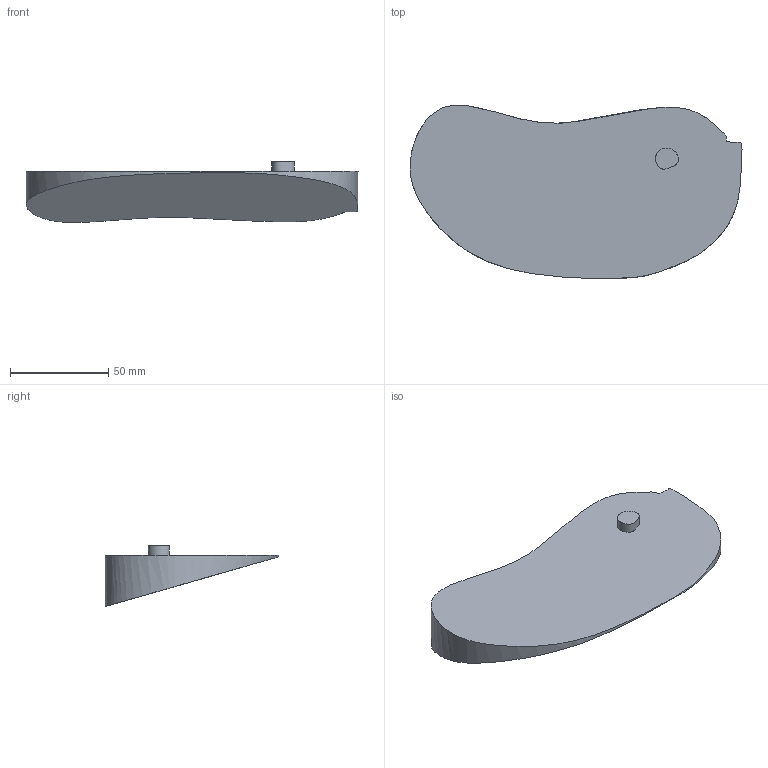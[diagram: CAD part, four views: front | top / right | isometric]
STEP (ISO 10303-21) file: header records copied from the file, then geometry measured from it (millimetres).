
FILE_DESCRIPTION(/* description */ (''),/* implementation_level */ '2;1');
FILE_NAME(/* name */ 'Ploopy New v4.step',/* time_stamp */ '2020-01-21T17:12:45-08:00',/* author */ (''),/* organization */ (''),/* preprocessor_version */ 'ST-DEVELOPER v18',/* originating_system */ 'Autodesk Translation Framework v8.12.0.6',/* authorisation */ '');
FILE_SCHEMA (('AUTOMOTIVE_DESIGN { 1 0 10303 214 3 1 1 }'));
Length unit declared in the file: millimetre
Products named in the file (1): Ploopy New
Bounding box: 169.1 x 88.41 x 31 mm (x, y, z)
Volume: 172885.9 mm3; surface area: 31476.5 mm2
Topology: 1 solids, 1 shells, 6 faces, 9 edges, 6 vertices
Faces by surface type: plane 4, bspline 2
Entity records: 1235 total; most frequent: CARTESIAN_POINT 1113, ORIENTED_EDGE 18, DIRECTION 13, EDGE_CURVE 9, EDGE_LOOP 7, FACE_OUTER_BOUND 6, VERTEX_POINT 6, ADVANCED_FACE 6
